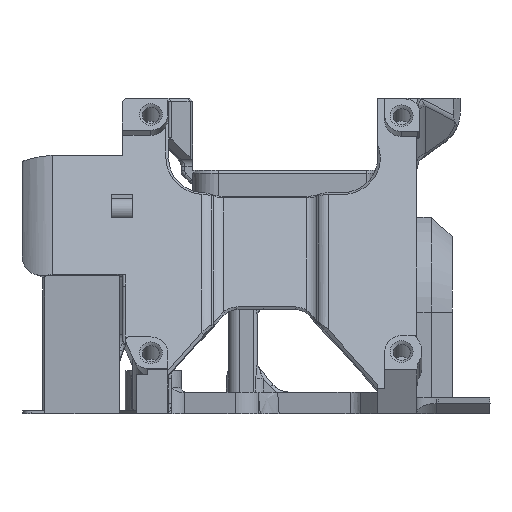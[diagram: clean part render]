
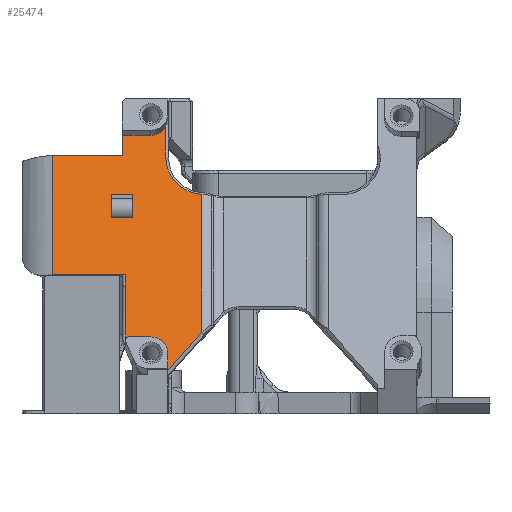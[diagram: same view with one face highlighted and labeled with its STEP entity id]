
A CAD part, left-side view. The second image highlights one B-rep face of the part: STEP entity #25474.
In plain terms, the highlighted planar face has unit normal (-0.94, 0, 0.342).
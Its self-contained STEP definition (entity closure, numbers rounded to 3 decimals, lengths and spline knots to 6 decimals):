
#1298=B_SPLINE_CURVE_WITH_KNOTS('',3,(#37138,#37139,#37140,#37141),
 .UNSPECIFIED.,.F.,.F.,(4,4),(0.,0.06),.UNSPECIFIED.);
#1299=B_SPLINE_CURVE_WITH_KNOTS('',3,(#37151,#37152,#37153,#37154),
 .UNSPECIFIED.,.F.,.F.,(4,4),(0.020289,0.022037),
 .UNSPECIFIED.);
#2463=CIRCLE('',#27152,0.0005);
#2464=CIRCLE('',#27153,0.00235);
#2465=CIRCLE('',#27154,0.0054);
#2466=CIRCLE('',#27155,0.00235);
#3915=ORIENTED_EDGE('',*,*,#11885,.F.);
#3916=ORIENTED_EDGE('',*,*,#11886,.T.);
#3917=ORIENTED_EDGE('',*,*,#11887,.T.);
#3918=ORIENTED_EDGE('',*,*,#11888,.T.);
#3919=ORIENTED_EDGE('',*,*,#11889,.T.);
#3920=ORIENTED_EDGE('',*,*,#11890,.F.);
#3921=ORIENTED_EDGE('',*,*,#11891,.T.);
#3922=ORIENTED_EDGE('',*,*,#11892,.F.);
#3923=ORIENTED_EDGE('',*,*,#11893,.F.);
#3924=ORIENTED_EDGE('',*,*,#11894,.T.);
#3925=ORIENTED_EDGE('',*,*,#11895,.T.);
#3926=ORIENTED_EDGE('',*,*,#11896,.T.);
#3927=ORIENTED_EDGE('',*,*,#11897,.T.);
#3928=ORIENTED_EDGE('',*,*,#11898,.F.);
#3929=ORIENTED_EDGE('',*,*,#11899,.F.);
#3930=ORIENTED_EDGE('',*,*,#11900,.F.);
#3931=ORIENTED_EDGE('',*,*,#11901,.F.);
#3932=ORIENTED_EDGE('',*,*,#11902,.F.);
#3933=ORIENTED_EDGE('',*,*,#11903,.F.);
#3934=ORIENTED_EDGE('',*,*,#11904,.F.);
#3935=ORIENTED_EDGE('',*,*,#11905,.T.);
#11885=EDGE_CURVE('',#15878,#15879,#18333,.T.);
#11886=EDGE_CURVE('',#15878,#15880,#18334,.T.);
#11887=EDGE_CURVE('',#15880,#15881,#18335,.T.);
#11888=EDGE_CURVE('',#15881,#15879,#18336,.T.);
#11889=EDGE_CURVE('',#15882,#15883,#18337,.F.);
#11890=EDGE_CURVE('',#15884,#15883,#2463,.F.);
#11891=EDGE_CURVE('',#15884,#15885,#18338,.T.);
#11892=EDGE_CURVE('',#15886,#15885,#2464,.T.);
#11893=EDGE_CURVE('',#15887,#15886,#18339,.T.);
#11894=EDGE_CURVE('',#15887,#15888,#18340,.T.);
#11895=EDGE_CURVE('',#15888,#15889,#18341,.T.);
#11896=EDGE_CURVE('',#15889,#15890,#2465,.T.);
#11897=EDGE_CURVE('',#15890,#15891,#18342,.T.);
#11898=EDGE_CURVE('',#15892,#15891,#2466,.T.);
#11899=EDGE_CURVE('',#15893,#15892,#18343,.T.);
#11900=EDGE_CURVE('',#15894,#15893,#1298,.F.);
#11901=EDGE_CURVE('',#15895,#15894,#18344,.T.);
#11902=EDGE_CURVE('',#15896,#15895,#18345,.T.);
#11903=EDGE_CURVE('',#15897,#15896,#18346,.T.);
#11904=EDGE_CURVE('',#15898,#15897,#18347,.T.);
#11905=EDGE_CURVE('',#15898,#15882,#1299,.T.);
#15878=VERTEX_POINT('',#37108);
#15879=VERTEX_POINT('',#37109);
#15880=VERTEX_POINT('',#37111);
#15881=VERTEX_POINT('',#37113);
#15882=VERTEX_POINT('',#37116);
#15883=VERTEX_POINT('',#37117);
#15884=VERTEX_POINT('',#37119);
#15885=VERTEX_POINT('',#37121);
#15886=VERTEX_POINT('',#37123);
#15887=VERTEX_POINT('',#37125);
#15888=VERTEX_POINT('',#37127);
#15889=VERTEX_POINT('',#37129);
#15890=VERTEX_POINT('',#37131);
#15891=VERTEX_POINT('',#37133);
#15892=VERTEX_POINT('',#37135);
#15893=VERTEX_POINT('',#37137);
#15894=VERTEX_POINT('',#37142);
#15895=VERTEX_POINT('',#37144);
#15896=VERTEX_POINT('',#37146);
#15897=VERTEX_POINT('',#37148);
#15898=VERTEX_POINT('',#37150);
#18333=LINE('',#37107,#20053);
#18334=LINE('',#37110,#20054);
#18335=LINE('',#37112,#20055);
#18336=LINE('',#37114,#20056);
#18337=LINE('',#37115,#20057);
#18338=LINE('',#37120,#20058);
#18339=LINE('',#37124,#20059);
#18340=LINE('',#37126,#20060);
#18341=LINE('',#37128,#20061);
#18342=LINE('',#37132,#20062);
#18343=LINE('',#37136,#20063);
#18344=LINE('',#37143,#20064);
#18345=LINE('',#37145,#20065);
#18346=LINE('',#37147,#20066);
#18347=LINE('',#37149,#20067);
#20053=VECTOR('',#29979,1.);
#20054=VECTOR('',#29980,1.);
#20055=VECTOR('',#29981,1.);
#20056=VECTOR('',#29982,1.);
#20057=VECTOR('',#29983,1.);
#20058=VECTOR('',#29986,1.);
#20059=VECTOR('',#29989,1.);
#20060=VECTOR('',#29990,1.);
#20061=VECTOR('',#29991,1.);
#20062=VECTOR('',#29994,1.);
#20063=VECTOR('',#29997,1.);
#20064=VECTOR('',#29998,1.);
#20065=VECTOR('',#29999,1.);
#20066=VECTOR('',#30000,1.);
#20067=VECTOR('',#30001,1.);
#21630=EDGE_LOOP('',(#3915,#3916,#3917,#3918));
#21631=EDGE_LOOP('',(#3919,#3920,#3921,#3922,#3923,#3924,#3925,#3926,#3927,
#3928,#3929,#3930,#3931,#3932,#3933,#3934,#3935));
#23305=FACE_BOUND('',#21630,.T.);
#23306=FACE_BOUND('',#21631,.T.);
#24942=PLANE('',#27151);
#25474=ADVANCED_FACE('',(#23305,#23306),#24942,.T.);
#27151=AXIS2_PLACEMENT_3D('',#37106,#29977,#29978);
#27152=AXIS2_PLACEMENT_3D('',#37118,#29984,#29985);
#27153=AXIS2_PLACEMENT_3D('',#37122,#29987,#29988);
#27154=AXIS2_PLACEMENT_3D('',#37130,#29992,#29993);
#27155=AXIS2_PLACEMENT_3D('',#37134,#29995,#29996);
#29977=DIRECTION('',(-0.94,0.,0.342));
#29978=DIRECTION('',(-0.342,0.,-0.94));
#29979=DIRECTION('',(0.342,0.,0.94));
#29980=DIRECTION('',(0.,1.,0.));
#29981=DIRECTION('',(0.342,0.,0.94));
#29982=DIRECTION('',(0.,-1.,0.));
#29983=DIRECTION('',(0.342,0.,0.94));
#29984=DIRECTION('',(0.94,0.,-0.342));
#29985=DIRECTION('',(0.342,0.,0.94));
#29986=DIRECTION('',(0.,-1.,0.));
#29987=DIRECTION('',(-0.94,0.,0.342));
#29988=DIRECTION('',(-0.342,0.,-0.94));
#29989=DIRECTION('',(0.342,0.,0.94));
#29990=DIRECTION('',(0.262,-0.643,0.72));
#29991=DIRECTION('',(0.342,0.,0.94));
#29992=DIRECTION('',(0.94,0.,-0.342));
#29993=DIRECTION('',(0.342,0.,0.94));
#29994=DIRECTION('',(0.342,0.,0.94));
#29995=DIRECTION('',(-0.94,0.,0.342));
#29996=DIRECTION('',(-0.342,0.,-0.94));
#29997=DIRECTION('',(0.,-1.,0.));
#29998=DIRECTION('',(0.342,0.,0.94));
#29999=DIRECTION('',(0.,-1.,0.));
#30000=DIRECTION('',(0.342,0.,0.94));
#30001=DIRECTION('',(0.,1.,0.));
#37106=CARTESIAN_POINT('',(-0.143233,0.143625,0.007513));
#37107=CARTESIAN_POINT('',(-0.143233,0.146125,0.007513));
#37108=CARTESIAN_POINT('',(-0.136025,0.146125,0.027318));
#37109=CARTESIAN_POINT('',(-0.134842,0.146125,0.03057));
#37110=CARTESIAN_POINT('',(-0.136025,0.149125,0.027318));
#37111=CARTESIAN_POINT('',(-0.136025,0.149125,0.027318));
#37112=CARTESIAN_POINT('',(-0.143233,0.149125,0.007513));
#37113=CARTESIAN_POINT('',(-0.134842,0.149125,0.03057));
#37114=CARTESIAN_POINT('',(-0.134842,0.146125,0.03057));
#37115=CARTESIAN_POINT('',(-0.143233,0.147174,0.007513));
#37116=CARTESIAN_POINT('',(-0.139495,0.147174,0.017785));
#37117=CARTESIAN_POINT('',(-0.142438,0.147174,0.009699));
#37118=CARTESIAN_POINT('',(-0.142498,0.146706,0.009534));
#37119=CARTESIAN_POINT('',(-0.142327,0.146706,0.010004));
#37120=CARTESIAN_POINT('',(-0.142327,0.143625,0.010004));
#37121=CARTESIAN_POINT('',(-0.142327,0.143625,0.010004));
#37122=CARTESIAN_POINT('',(-0.143131,0.143625,0.007795));
#37123=CARTESIAN_POINT('',(-0.143131,0.141275,0.007795));
#37124=CARTESIAN_POINT('',(-0.130237,0.141275,0.043222));
#37125=CARTESIAN_POINT('',(-0.143766,0.141275,0.006051));
#37126=CARTESIAN_POINT('',(-0.143849,0.14148,0.005822));
#37127=CARTESIAN_POINT('',(-0.141835,0.136539,0.011354));
#37128=CARTESIAN_POINT('',(-0.143233,0.136539,0.007513));
#37129=CARTESIAN_POINT('',(-0.134831,0.136539,0.0306));
#37130=CARTESIAN_POINT('',(-0.132989,0.136125,0.035659));
#37131=CARTESIAN_POINT('',(-0.132989,0.141525,0.035659));
#37132=CARTESIAN_POINT('',(-0.143233,0.141525,0.007513));
#37133=CARTESIAN_POINT('',(-0.131384,0.141525,0.040069));
#37134=CARTESIAN_POINT('',(-0.131023,0.143625,0.04106));
#37135=CARTESIAN_POINT('',(-0.131827,0.143625,0.038852));
#37136=CARTESIAN_POINT('',(-0.131827,0.143625,0.038852));
#37137=CARTESIAN_POINT('',(-0.131827,0.146125,0.038852));
#37138=CARTESIAN_POINT('',(-0.131827,0.146125,0.038852));
#37139=CARTESIAN_POINT('',(-0.131827,0.146625,0.038852));
#37140=CARTESIAN_POINT('',(-0.131827,0.147125,0.038852));
#37141=CARTESIAN_POINT('',(-0.131827,0.147625,0.038852));
#37142=CARTESIAN_POINT('',(-0.131827,0.147625,0.038852));
#37143=CARTESIAN_POINT('',(-0.143233,0.147625,0.007513));
#37144=CARTESIAN_POINT('',(-0.132846,0.147625,0.036052));
#37145=CARTESIAN_POINT('',(-0.132846,0.147125,0.036052));
#37146=CARTESIAN_POINT('',(-0.132846,0.157406,0.036052));
#37147=CARTESIAN_POINT('',(-0.138898,0.157406,0.019425));
#37148=CARTESIAN_POINT('',(-0.138898,0.157406,0.019425));
#37149=CARTESIAN_POINT('',(-0.138898,0.147125,0.019425));
#37150=CARTESIAN_POINT('',(-0.138898,0.147223,0.019425));
#37151=CARTESIAN_POINT('',(-0.138898,0.147223,0.019425));
#37152=CARTESIAN_POINT('',(-0.139097,0.147213,0.018878));
#37153=CARTESIAN_POINT('',(-0.139295,0.147174,0.018333));
#37154=CARTESIAN_POINT('',(-0.139495,0.147174,0.017785));
